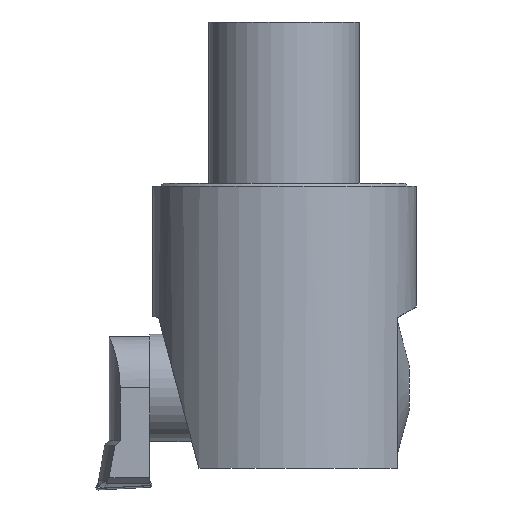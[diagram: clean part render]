
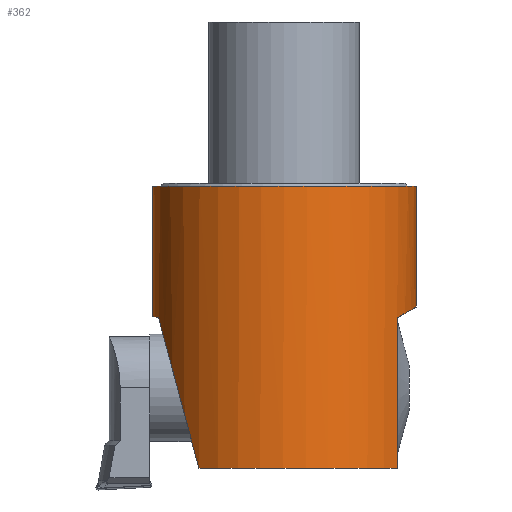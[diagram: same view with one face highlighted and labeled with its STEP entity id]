
A CAD part, front view. The second image highlights one B-rep face of the part: STEP entity #362.
In plain terms, the highlighted cylindrical face has radius 24.5 mm (diameter 49 mm), a full revolution.
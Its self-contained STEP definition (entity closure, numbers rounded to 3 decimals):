
#262=EDGE_CURVE('240[2]',#704,#705,#706,.T.);
#301=EDGE_CURVE('240[2]',#705,#770,#771,.T.);
#327=EDGE_CURVE('240[2]',#807,#807,#808,.T.);
#329=EDGE_CURVE('240[2]',#810,#770,#811,.T.);
#348=EDGE_CURVE('240[2]',#840,#704,#841,.T.);
#362=ADVANCED_FACE('240[2]',(#860,#861),#862,.T.);
#380=EDGE_CURVE('240[2]',#885,#886,#887,.T.);
#485=EDGE_CURVE('240[2]',#1027,#885,#1028,.T.);
#528=EDGE_CURVE('240[2]',#840,#886,#1077,.T.);
#550=EDGE_CURVE('240[2]',#810,#1027,#1103,.T.);
#704=VERTEX_POINT('',#1331);
#705=VERTEX_POINT('',#1332);
#706=ELLIPSE('',#1333,25.364,24.5);
#770=VERTEX_POINT('',#1437);
#771=ELLIPSE('',#1438,94.661,24.5);
#807=VERTEX_POINT('',#1499);
#808=CIRCLE('',#1500,24.5);
#810=VERTEX_POINT('',#1503);
#811=CIRCLE('',#1504,24.5);
#840=VERTEX_POINT('',#1545);
#841=ELLIPSE('',#1546,94.661,24.5);
#860=FACE_BOUND('',#1572,.T.);
#861=FACE_BOUND('',#1573,.T.);
#862=CYLINDRICAL_SURFACE('',#1574,24.5);
#885=VERTEX_POINT('',#1642);
#886=VERTEX_POINT('',#1643);
#887=LINE('',#1644,#1645);
#1027=VERTEX_POINT('',#1858);
#1028=ELLIPSE('',#1859,28.29,24.5);
#1077=CIRCLE('',#1938,24.5);
#1103=LINE('',#1976,#1977);
#1331=CARTESIAN_POINT('',(-23.35,7.418,-25.));
#1332=CARTESIAN_POINT('',(-23.35,-7.418,-25.));
#1333=AXIS2_PLACEMENT_3D('',#2199,#2200,#2201);
#1437=CARTESIAN_POINT('',(-15.847,-18.684,-53.0));
#1438=AXIS2_PLACEMENT_3D('',#2269,#2270,#2271);
#1499=CARTESIAN_POINT('',(-24.5,0.,-0.5));
#1500=AXIS2_PLACEMENT_3D('',#2308,#2309,#2310);
#1503=CARTESIAN_POINT('',(21.0,-12.619,-53.0));
#1504=AXIS2_PLACEMENT_3D('',#2311,#2312,#2313);
#1545=CARTESIAN_POINT('',(-15.847,18.684,-53.0));
#1546=AXIS2_PLACEMENT_3D('',#2337,#2338,#2339);
#1572=EDGE_LOOP('',(#2357));
#1573=EDGE_LOOP('',(#2358,#2359,#2360,#2361,#2362,#2363,#2364,#2365));
#1574=AXIS2_PLACEMENT_3D('',#2366,#2367,#2368);
#1642=CARTESIAN_POINT('',(21.0,12.619,-25.0));
#1643=CARTESIAN_POINT('',(21.0,12.619,-53.0));
#1644=CARTESIAN_POINT('',(21.0,12.619,-39.0));
#1645=VECTOR('',#2392,1.0);
#1858=CARTESIAN_POINT('',(21.0,-12.619,-25.0));
#1859=AXIS2_PLACEMENT_3D('',#2559,#2560,#2561);
#1938=AXIS2_PLACEMENT_3D('',#2616,#2617,#2618);
#1976=CARTESIAN_POINT('',(21.0,-12.619,-39.0));
#1977=VECTOR('',#2650,1.0);
#2199=CARTESIAN_POINT('',(0.,0.,-31.257));
#2200=DIRECTION('',(0.259,0.,0.966));
#2201=DIRECTION('',(-0.966,0.,0.259));
#2269=CARTESIAN_POINT('',(0.,0.,-112.143));
#2270=DIRECTION('',(0.966,0.,0.259));
#2271=DIRECTION('',(-0.259,0.,0.966));
#2308=CARTESIAN_POINT('',(0.,0.,-0.5));
#2309=DIRECTION('',(0.,0.,-1.0));
#2310=DIRECTION('',(-1.0,0.,0.));
#2311=CARTESIAN_POINT('',(0.,0.,-53.0));
#2312=DIRECTION('',(0.,0.,-1.0));
#2313=DIRECTION('',(-1.0,0.,0.));
#2337=CARTESIAN_POINT('',(0.,0.,-112.143));
#2338=DIRECTION('',(0.966,0.,0.259));
#2339=DIRECTION('',(-0.259,0.,0.966));
#2357=ORIENTED_EDGE('',*,*,#327,.T.);
#2358=ORIENTED_EDGE('',*,*,#380,.T.);
#2359=ORIENTED_EDGE('',*,*,#528,.F.);
#2360=ORIENTED_EDGE('',*,*,#348,.T.);
#2361=ORIENTED_EDGE('',*,*,#262,.T.);
#2362=ORIENTED_EDGE('',*,*,#301,.T.);
#2363=ORIENTED_EDGE('',*,*,#329,.F.);
#2364=ORIENTED_EDGE('',*,*,#550,.T.);
#2365=ORIENTED_EDGE('',*,*,#485,.T.);
#2366=CARTESIAN_POINT('',(0.,0.,-26.75));
#2367=DIRECTION('',(0.,0.,-1.0));
#2368=DIRECTION('',(-1.0,0.,0.));
#2392=DIRECTION('',(0.,0.,-1.0));
#2559=CARTESIAN_POINT('',(0.,0.,-37.124));
#2560=DIRECTION('',(-0.5,0.,0.866));
#2561=DIRECTION('',(-0.866,0.,-0.5));
#2616=CARTESIAN_POINT('',(0.,0.,-53.0));
#2617=DIRECTION('',(0.,0.,-1.0));
#2618=DIRECTION('',(-1.0,0.,0.));
#2650=DIRECTION('',(0.,0.,1.0));
